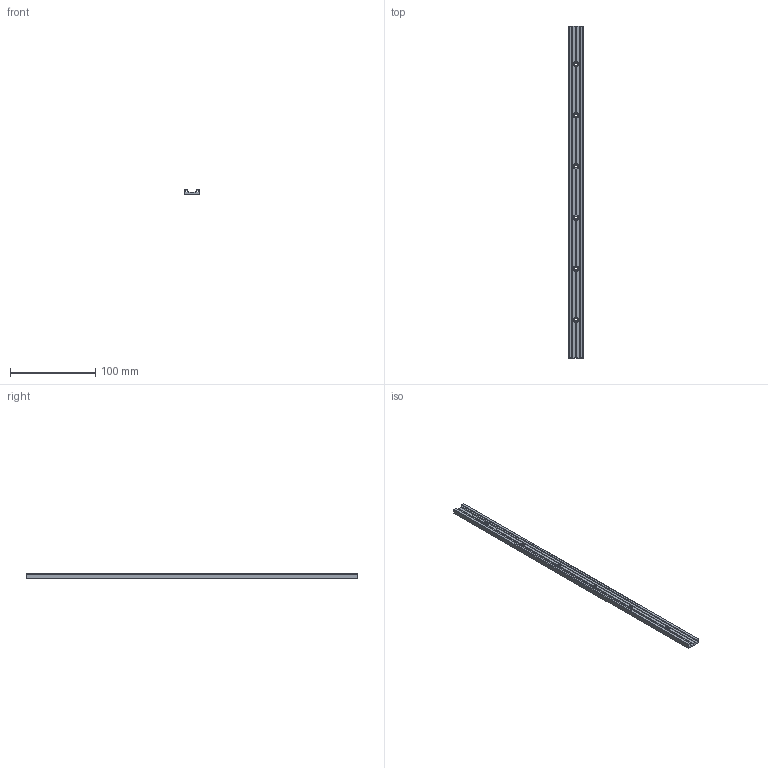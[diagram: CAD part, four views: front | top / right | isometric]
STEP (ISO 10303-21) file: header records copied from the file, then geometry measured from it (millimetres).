
FILE_DESCRIPTION(('no description'),'unknown implementation level');
FILE_NAME('NS_01_17_390_1.stp',' ',('igus GmbH'),('CADClick - KiM GmbH - www.kimweb.de'),'unknown preprocess','ACIS','unknown authorization');
FILE_SCHEMA(('automotive_design'));
Length unit declared in the file: millimetre
Products named in the file (1): NS-01-17-390
Bounding box: 17 x 390 x 5.5 mm (x, y, z)
Volume: 20994.1 mm3; surface area: 23041.8 mm2
Topology: 1 solids, 1 shells, 65 faces, 189 edges, 126 vertices
Faces by surface type: plane 39, cylinder 26
Entity records: 4334 total; most frequent: DIRECTION 409, STYLED_ITEM 381, PRESENTATION_STYLE_ASSIGNMENT 381, CARTESIAN_POINT 381, COLOUR_RGB 381, ORIENTED_EDGE 378, EDGE_CURVE 189, CURVE_STYLE 189
